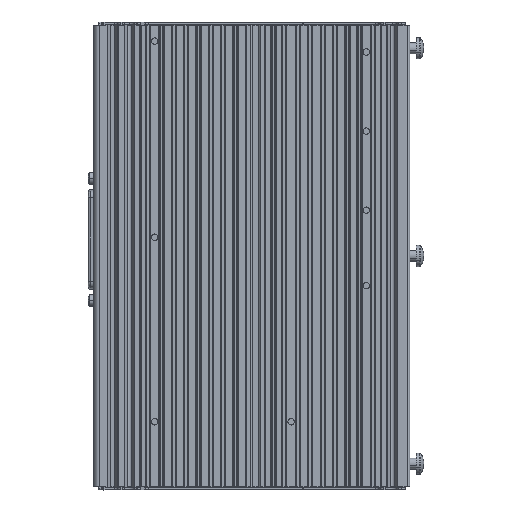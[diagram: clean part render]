
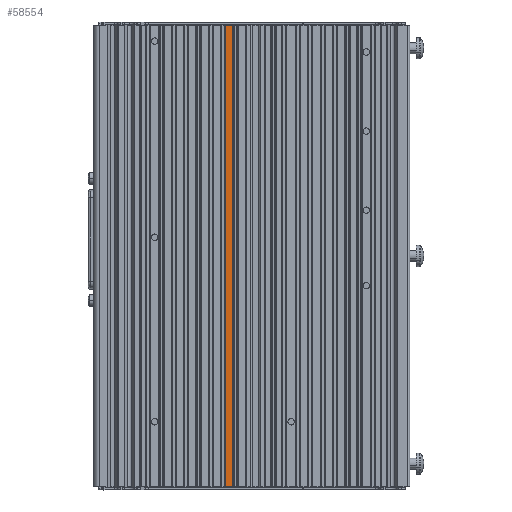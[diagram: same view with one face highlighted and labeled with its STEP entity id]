
A CAD part, front view. The second image highlights one B-rep face of the part: STEP entity #58554.
In plain terms, the highlighted planar face has unit normal (0, -1, 0).
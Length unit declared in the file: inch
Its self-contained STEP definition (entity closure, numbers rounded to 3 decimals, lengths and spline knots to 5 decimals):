
#2725 = CARTESIAN_POINT ( 'NONE',  ( 5.4555, 17.12517, 0. ) ) ;
#5112 = VERTEX_POINT ( 'NONE', #22521 ) ;
#8769 = CARTESIAN_POINT ( 'NONE',  ( 4.25118, 17.12517, 7. ) ) ;
#8953 = DIRECTION ( 'NONE',  ( 1., 0., 0. ) ) ;
#11399 = LINE ( 'NONE', #29968, #136242 ) ;
#12499 = VERTEX_POINT ( 'NONE', #60410 ) ;
#12512 = LINE ( 'NONE', #100789, #40940 ) ;
#12520 = EDGE_CURVE ( 'NONE', #12499, #39169, #118301, .T. ) ;
#22521 = CARTESIAN_POINT ( 'NONE',  ( 5.5625, 17.12517, 0. ) ) ;
#27003 = ORIENTED_EDGE ( 'NONE', *, *, #81052, .T. ) ;
#28379 = ORIENTED_EDGE ( 'NONE', *, *, #57948, .T. ) ;
#28391 = DIRECTION ( 'NONE',  ( 0., 0., -1. ) ) ;
#29968 = CARTESIAN_POINT ( 'NONE',  ( 5.4555, 17.12517, 7.18337 ) ) ;
#34823 = AXIS2_PLACEMENT_3D ( 'NONE', #139692, #137770, #137745 ) ;
#39169 = VERTEX_POINT ( 'NONE', #126944 ) ;
#40940 = VECTOR ( 'NONE', #93393, 39.37008 ) ;
#45308 = EDGE_LOOP ( 'NONE', ( #28379, #27003, #67406, #94236 ) ) ;
#48056 = EDGE_CURVE ( 'NONE', #39169, #5112, #12512, .T. ) ;
#57948 = EDGE_CURVE ( 'NONE', #12499, #92068, #11399, .T. ) ;
#58554 = ADVANCED_FACE ( 'NONE', ( #96315 ), #138111, .F. ) ;
#60410 = CARTESIAN_POINT ( 'NONE',  ( 5.4555, 17.12517, 7. ) ) ;
#67406 = ORIENTED_EDGE ( 'NONE', *, *, #48056, .F. ) ;
#72309 = VECTOR ( 'NONE', #87044, 39.37008 ) ;
#81052 = EDGE_CURVE ( 'NONE', #92068, #5112, #136545, .T. ) ;
#86872 = CARTESIAN_POINT ( 'NONE',  ( 4.25118, 17.12517, 0. ) ) ;
#87044 = DIRECTION ( 'NONE',  ( 1., 0., 0. ) ) ;
#92068 = VERTEX_POINT ( 'NONE', #2725 ) ;
#93393 = DIRECTION ( 'NONE',  ( 0., 0., -1. ) ) ;
#94236 = ORIENTED_EDGE ( 'NONE', *, *, #12520, .F. ) ;
#96315 = FACE_OUTER_BOUND ( 'NONE', #45308, .T. ) ;
#100789 = CARTESIAN_POINT ( 'NONE',  ( 5.5625, 17.12517, 7.18337 ) ) ;
#118301 = LINE ( 'NONE', #8769, #125880 ) ;
#125880 = VECTOR ( 'NONE', #8953, 39.37008 ) ;
#126944 = CARTESIAN_POINT ( 'NONE',  ( 5.5625, 17.12517, 7. ) ) ;
#136242 = VECTOR ( 'NONE', #28391, 39.37008 ) ;
#136545 = LINE ( 'NONE', #86872, #72309 ) ;
#137745 = DIRECTION ( 'NONE',  ( 0., 0., 1. ) ) ;
#137770 = DIRECTION ( 'NONE',  ( 0., 1., 0. ) ) ;
#138111 = PLANE ( 'NONE',  #34823 ) ;
#139692 = CARTESIAN_POINT ( 'NONE',  ( 4.25118, 17.12517, 7. ) ) ;
